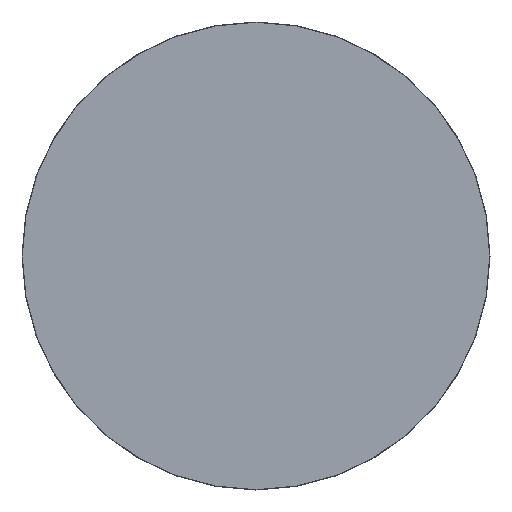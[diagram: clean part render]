
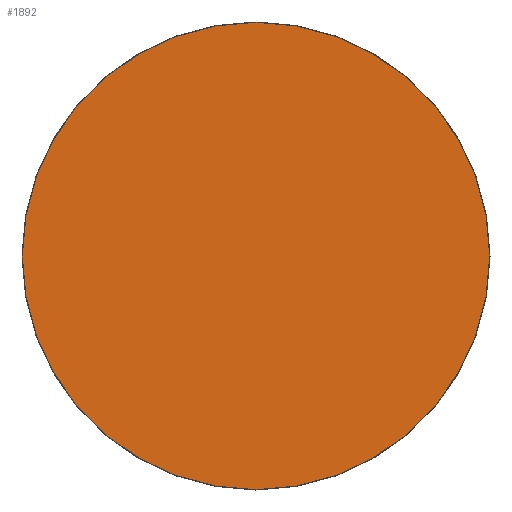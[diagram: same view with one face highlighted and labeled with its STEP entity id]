
A CAD part, left-side view. The second image highlights one B-rep face of the part: STEP entity #1892.
In plain terms, the highlighted planar face has unit normal (-1, 0, 0).
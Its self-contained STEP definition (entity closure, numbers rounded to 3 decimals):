
#17 = DIRECTION ( 'NONE',  ( 0., 0., 1. ) ) ;
#33 = CIRCLE ( 'NONE', #114, 187.7 ) ;
#114 = AXIS2_PLACEMENT_3D ( 'NONE', #219, #2322, #957 ) ;
#219 = CARTESIAN_POINT ( 'NONE',  ( 0., 0., 0. ) ) ;
#244 = PLANE ( 'NONE',  #1768 ) ;
#306 = AXIS2_PLACEMENT_3D ( 'NONE', #2069, #2445, #17 ) ;
#453 = DIRECTION ( 'NONE',  ( 1., 0., 0. ) ) ;
#812 = EDGE_CURVE ( 'NONE', #1620, #1278, #33, .T. ) ;
#847 = CARTESIAN_POINT ( 'NONE',  ( 0., 0., -187.7 ) ) ;
#902 = FACE_OUTER_BOUND ( 'NONE', #1947, .T. ) ;
#957 = DIRECTION ( 'NONE',  ( 0., 0., 1. ) ) ;
#1005 = DIRECTION ( 'NONE',  ( 0., 0., -1. ) ) ;
#1278 = VERTEX_POINT ( 'NONE', #2237 ) ;
#1556 = ORIENTED_EDGE ( 'NONE', *, *, #2299, .T. ) ;
#1620 = VERTEX_POINT ( 'NONE', #847 ) ;
#1768 = AXIS2_PLACEMENT_3D ( 'NONE', #2123, #453, #1005 ) ;
#1892 = ADVANCED_FACE ( 'NONE', ( #902 ), #244, .F. ) ;
#1947 = EDGE_LOOP ( 'NONE', ( #2066, #1556 ) ) ;
#2066 = ORIENTED_EDGE ( 'NONE', *, *, #812, .T. ) ;
#2067 = CIRCLE ( 'NONE', #306, 187.7 ) ;
#2069 = CARTESIAN_POINT ( 'NONE',  ( 0., 0., 0. ) ) ;
#2123 = CARTESIAN_POINT ( 'NONE',  ( 0., 0., 0. ) ) ;
#2237 = CARTESIAN_POINT ( 'NONE',  ( 0., 0., 187.7 ) ) ;
#2299 = EDGE_CURVE ( 'NONE', #1278, #1620, #2067, .T. ) ;
#2322 = DIRECTION ( 'NONE',  ( -1., 0., 0. ) ) ;
#2445 = DIRECTION ( 'NONE',  ( -1., 0., 0. ) ) ;
